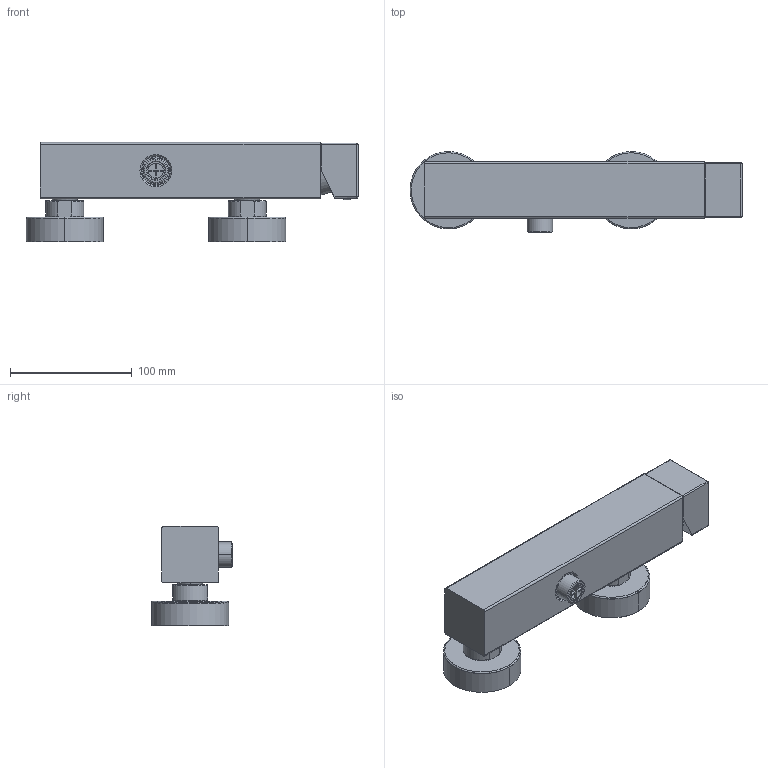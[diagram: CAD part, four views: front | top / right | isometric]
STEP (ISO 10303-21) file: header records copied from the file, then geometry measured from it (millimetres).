
FILE_DESCRIPTION((''),'2;1');
FILE_NAME('LEC168CR','2021-11-02T16:53:29',('ut3'),('PAFFONI SpA'),'CREO PARAMETRIC BY PTC INC, 2020044','CREO PARAMETRIC BY PTC INC, 2020044','');
FILE_SCHEMA(('CONFIG_CONTROL_DESIGN','SHAPE_APPEARANCE_LAYERS_GROUPS'));
Products named in the file (1): LEC168CR
Bounding box: 272.75 x 66.5 x 81.5 mm (x, y, z)
Volume: 263703.8 mm3; surface area: 168623 mm2
Topology: 1 solids, 1 shells, 1528 faces, 3948 edges, 2456 vertices
Faces by surface type: plane 741, cylinder 459, torus 155, cone 82, sphere 67, bspline 24
Entity records: 62484 total; most frequent: CARTESIAN_POINT 14312, DIRECTION 7872, ORIENTED_EDGE 7864, EDGE_CURVE 3932, AXIS2_PLACEMENT_3D 2922, VERTEX_POINT 2456, VECTOR 2028, LINE 2028
